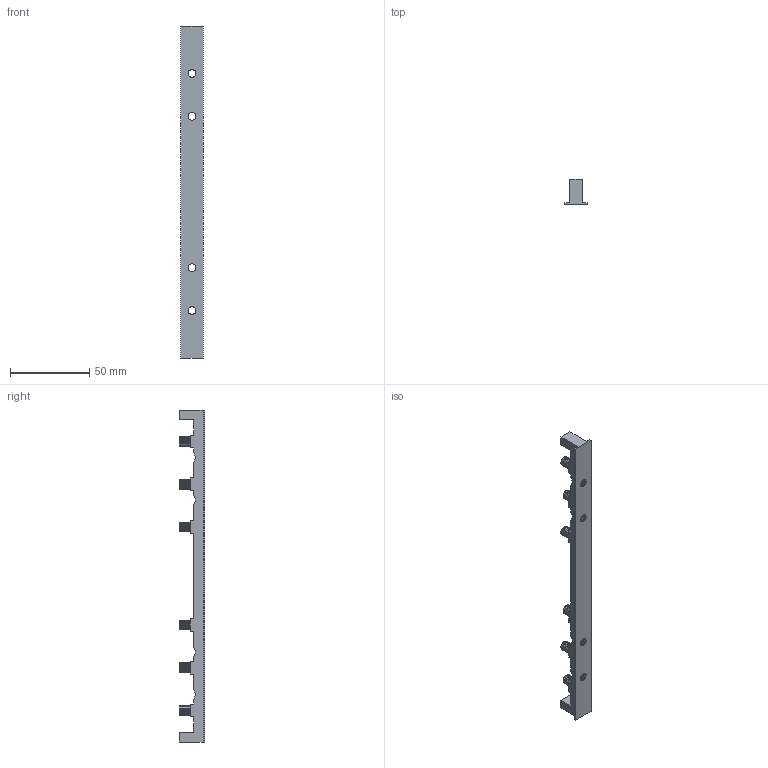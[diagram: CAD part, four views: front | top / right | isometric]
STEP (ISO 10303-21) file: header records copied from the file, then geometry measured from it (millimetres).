
FILE_DESCRIPTION(('FreeCAD Model'),'2;1');
FILE_NAME('Open CASCADE Shape Model','2022-10-13T17:41:04',(''),(''), 'Open CASCADE STEP processor 7.6','FreeCAD','Unknown');
FILE_SCHEMA(('AUTOMOTIVE_DESIGN { 1 0 10303 214 1 1 1 1 }'));
Length unit declared in the file: millimetre
Products named in the file (1): S22_cnc_slider_6_rollers_piece1_001001 (Solid)
Bounding box: 14 x 16 x 210 mm (x, y, z)
Volume: 15038.3 mm3; surface area: 10802.3 mm2
Topology: 1 solids, 1 shells, 700 faces, 1654 edges, 952 vertices
Faces by surface type: plane 700
Entity records: 40624 total; most frequent: CARTESIAN_POINT 6615, DIRECTION 6364, LINE 4962, VECTOR 4962, ORIENTED_EDGE 3308, PCURVE 3308, DEFINITIONAL_REPRESENTATION 3308, EDGE_CURVE 1654
